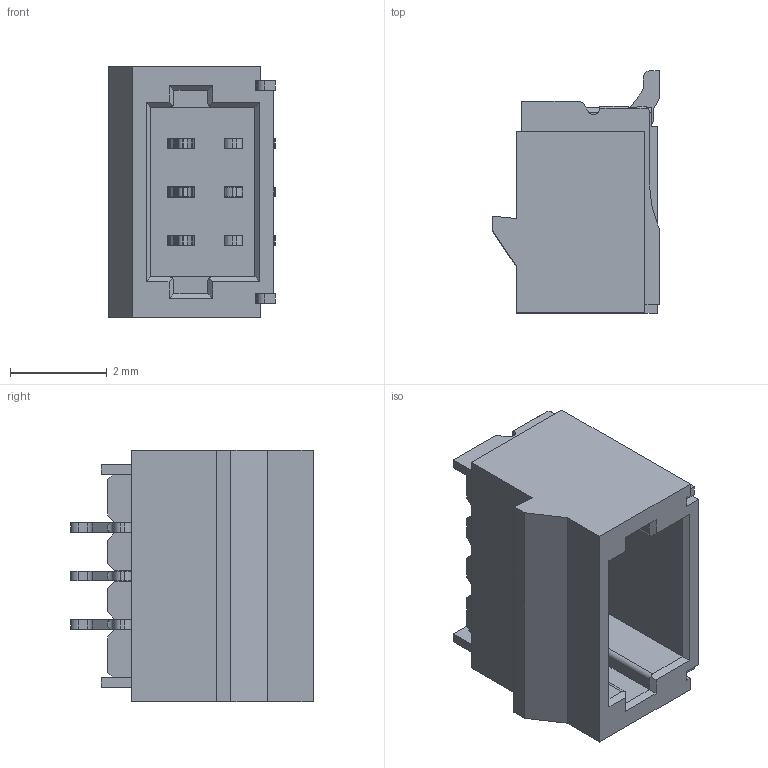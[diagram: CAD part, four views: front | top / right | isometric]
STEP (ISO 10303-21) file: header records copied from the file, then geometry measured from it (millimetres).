
FILE_DESCRIPTION (( 'STEP AP214' ), '1' );
FILE_NAME ('WF21-0N03T27N11.STEP', '2023-08-21T15:43:30', ( '' ), ( '' ), 'SwSTEP 2.0', 'SolidWorks 2023', '' );
FILE_SCHEMA (( 'AUTOMOTIVE_DESIGN' ));
Length unit declared in the file: millimetre
Products named in the file (1): WF21-0N03T27N11
Bounding box: 3.45 x 5.01 x 5.2 mm (x, y, z)
Volume: 39.6 mm3; surface area: 215.1 mm2
Topology: 1 solids, 1 shells, 391 faces, 1239 edges, 808 vertices
Faces by surface type: plane 257, cylinder 134
Entity records: 17794 total; most frequent: CARTESIAN_POINT 2571, ORIENTED_EDGE 2478, DIRECTION 2231, EDGE_CURVE 1239, LINE 943, VECTOR 943, VERTEX_POINT 808, AXIS2_PLACEMENT_3D 644
